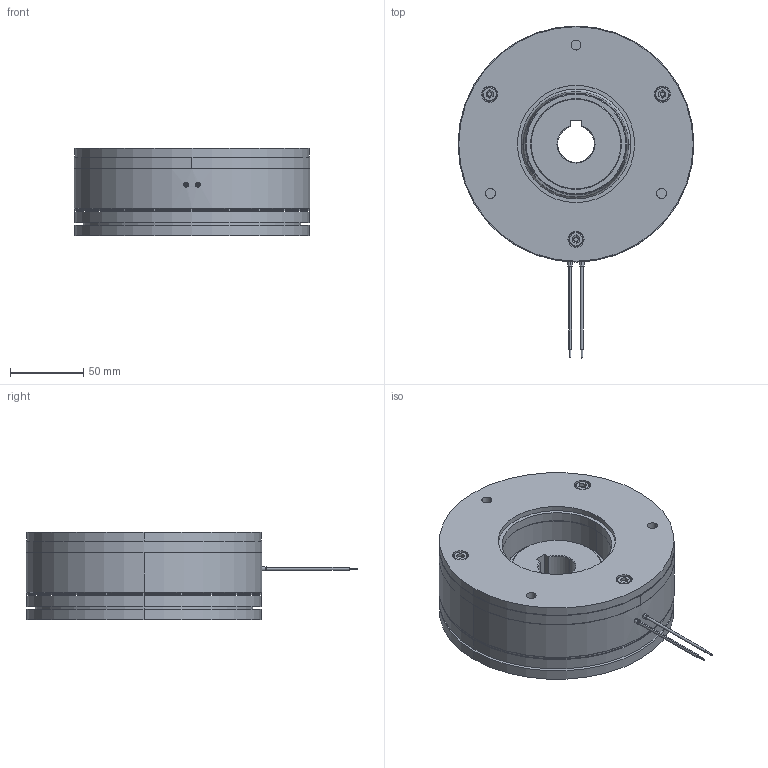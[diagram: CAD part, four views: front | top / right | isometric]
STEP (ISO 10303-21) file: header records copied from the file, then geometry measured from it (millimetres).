
FILE_DESCRIPTION (( 'STEP AP214' ), '1' );
FILE_NAME ('dr_bk_10P1-320_mu.STEP', '2021-12-01T06:48:23', ( '' ), ( '' ), 'SwSTEP 2.0', 'SolidWorks 2019', '' );
FILE_SCHEMA (( 'AUTOMOTIVE_DESIGN' ));
Length unit declared in the file: millimetre
Products named in the file (10): 10068864_000_Einbaul„nge 6,2mm; dr_bk_10P1-320_mu; 10069039_000; 10069038_000; 10068980_000; 10069036_000; 10068864_000_Einbaul„nge 6,1mm; 10069037_000; 10068865_000; 10069458_000
Assembly tree (18 placements, depth 4):
  dr_bk_10P1-320_mu
    10068980_000
    10069039_000
      10069458_000
      10069037_000
        10069038_000
        10069036_000
        10068864_000_Einbaul„nge 6,1mm  x3
        10068865_000  x3
      10068864_000_Einbaul„nge 6,2mm  x3
      10068865_000  x3
Bounding box: 161 x 226.5 x 59.5 mm (x, y, z)
Volume: 1022907.1 mm3; surface area: 183128.8 mm2
Topology: 18 solids, 18 shells, 610 faces, 1418 edges, 888 vertices
Faces by surface type: cylinder 185, plane 180, bspline 111, cone 92, torus 30, sphere 12
Entity records: 24430 total; most frequent: CARTESIAN_POINT 10956, ORIENTED_EDGE 2388, DIRECTION 2100, EDGE_CURVE 1194, AXIS2_PLACEMENT_3D 762, VERTEX_POINT 760, EDGE_LOOP 610, LINE 576
